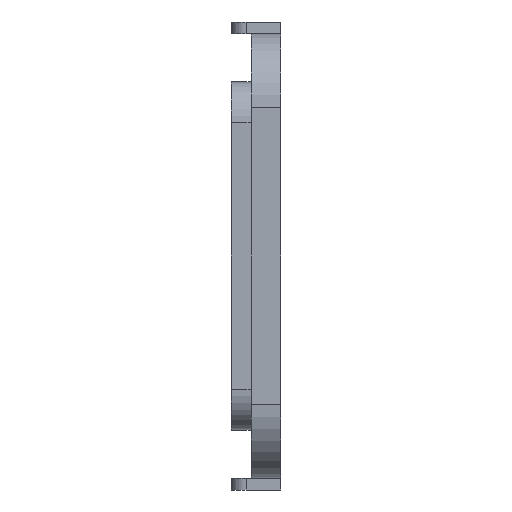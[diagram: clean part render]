
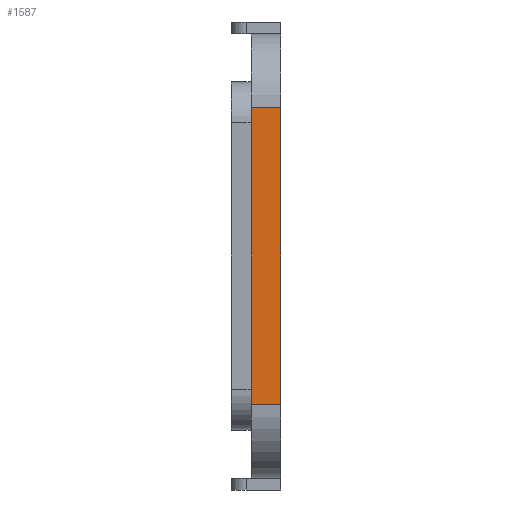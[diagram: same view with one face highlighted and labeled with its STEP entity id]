
A CAD part, left-side view. The second image highlights one B-rep face of the part: STEP entity #1587.
In plain terms, the highlighted planar face has unit normal (-1, 0, 0).
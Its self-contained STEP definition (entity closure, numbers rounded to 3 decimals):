
#2 = DIRECTION ( 'NONE',  ( 0., 1., 0. ) ) ;
#65 = CARTESIAN_POINT ( 'NONE',  ( -48., -2., -10. ) ) ;
#159 = CARTESIAN_POINT ( 'NONE',  ( -48., -2., -10. ) ) ;
#163 = LINE ( 'NONE', #2335, #1145 ) ;
#186 = ORIENTED_EDGE ( 'NONE', *, *, #1067, .T. ) ;
#252 = DIRECTION ( 'NONE',  ( 0., 0., 1. ) ) ;
#263 = LINE ( 'NONE', #1957, #1259 ) ;
#288 = LINE ( 'NONE', #1990, #1808 ) ;
#421 = EDGE_LOOP ( 'NONE', ( #1622, #2212, #186, #1559 ) ) ;
#772 = CARTESIAN_POINT ( 'NONE',  ( -48., 0., -10. ) ) ;
#810 = FACE_OUTER_BOUND ( 'NONE', #421, .T. ) ;
#969 = CARTESIAN_POINT ( 'NONE',  ( -48., -2., 10. ) ) ;
#1067 = EDGE_CURVE ( 'NONE', #1324, #2211, #288, .T. ) ;
#1069 = EDGE_CURVE ( 'NONE', #1430, #1770, #1281, .T. ) ;
#1145 = VECTOR ( 'NONE', #2515, 1000. ) ;
#1259 = VECTOR ( 'NONE', #2, 1000. ) ;
#1281 = LINE ( 'NONE', #2384, #2252 ) ;
#1324 = VERTEX_POINT ( 'NONE', #159 ) ;
#1430 = VERTEX_POINT ( 'NONE', #772 ) ;
#1439 = DIRECTION ( 'NONE',  ( -1., 0., 0. ) ) ;
#1559 = ORIENTED_EDGE ( 'NONE', *, *, #1680, .T. ) ;
#1587 = ADVANCED_FACE ( 'NONE', ( #810 ), #2202, .T. ) ;
#1615 = DIRECTION ( 'NONE',  ( 0., 0., 1. ) ) ;
#1622 = ORIENTED_EDGE ( 'NONE', *, *, #1069, .F. ) ;
#1680 = EDGE_CURVE ( 'NONE', #2211, #1770, #263, .T. ) ;
#1770 = VERTEX_POINT ( 'NONE', #1987 ) ;
#1808 = VECTOR ( 'NONE', #2187, 1000. ) ;
#1957 = CARTESIAN_POINT ( 'NONE',  ( -48., -2., 10. ) ) ;
#1987 = CARTESIAN_POINT ( 'NONE',  ( -48., 0., 10. ) ) ;
#1990 = CARTESIAN_POINT ( 'NONE',  ( -48., -2., -10. ) ) ;
#2112 = AXIS2_PLACEMENT_3D ( 'NONE', #65, #1439, #252 ) ;
#2175 = EDGE_CURVE ( 'NONE', #1324, #1430, #163, .T. ) ;
#2187 = DIRECTION ( 'NONE',  ( 0., 0., 1. ) ) ;
#2202 = PLANE ( 'NONE',  #2112 ) ;
#2211 = VERTEX_POINT ( 'NONE', #969 ) ;
#2212 = ORIENTED_EDGE ( 'NONE', *, *, #2175, .F. ) ;
#2252 = VECTOR ( 'NONE', #1615, 1000. ) ;
#2335 = CARTESIAN_POINT ( 'NONE',  ( -48., -2., -10. ) ) ;
#2384 = CARTESIAN_POINT ( 'NONE',  ( -48., 0., -10. ) ) ;
#2515 = DIRECTION ( 'NONE',  ( 0., 1., 0. ) ) ;
